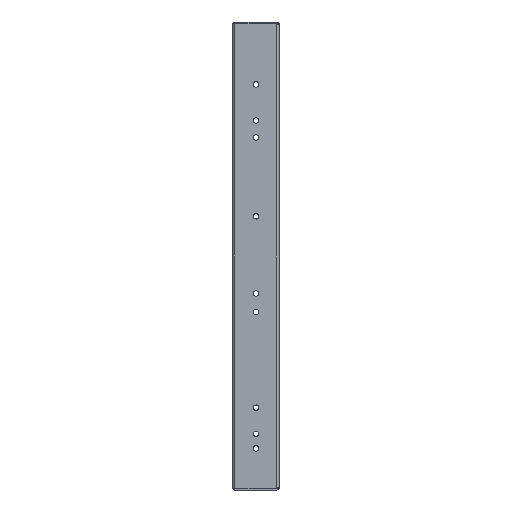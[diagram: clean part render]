
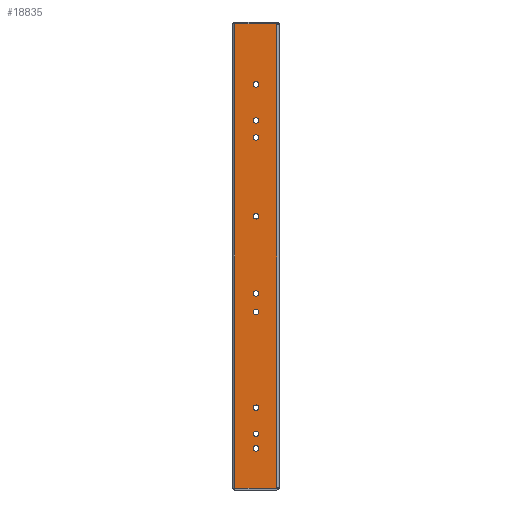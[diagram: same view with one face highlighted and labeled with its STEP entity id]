
A CAD part, left-side view. The second image highlights one B-rep face of the part: STEP entity #18835.
In plain terms, the highlighted planar face has unit normal (-1, 0, 0).
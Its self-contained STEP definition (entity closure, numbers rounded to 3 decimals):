
#6701=DIRECTION('',(0.,1.,0.));
#6702=VECTOR('',#6701,40.378);
#6703=CARTESIAN_POINT('',(-214.,2.361,223.426));
#6704=LINE('',#6703,#6702);
#6705=DIRECTION('',(0.,0.,-1.));
#6706=VECTOR('',#6705,446.852);
#6707=CARTESIAN_POINT('',(-214.,2.361,223.426));
#6708=LINE('',#6707,#6706);
#6709=DIRECTION('',(0.,1.,0.));
#6710=VECTOR('',#6709,40.378);
#6711=CARTESIAN_POINT('',(-214.,2.361,-223.426));
#6712=LINE('',#6711,#6710);
#6713=CARTESIAN_POINT('',(-214.,22.225,-185.));
#6714=DIRECTION('',(1.,0.,0.));
#6715=DIRECTION('',(0.,0.,1.));
#6716=AXIS2_PLACEMENT_3D('',#6713,#6714,#6715);
#6718=CARTESIAN_POINT('',(-214.,22.225,-185.));
#6719=DIRECTION('',(1.,0.,0.));
#6720=DIRECTION('',(0.,0.,-1.));
#6721=AXIS2_PLACEMENT_3D('',#6718,#6719,#6720);
#6723=CARTESIAN_POINT('',(-214.,22.225,-171.));
#6724=DIRECTION('',(1.,0.,0.));
#6725=DIRECTION('',(0.,0.,1.));
#6726=AXIS2_PLACEMENT_3D('',#6723,#6724,#6725);
#6728=CARTESIAN_POINT('',(-214.,22.225,-171.));
#6729=DIRECTION('',(1.,0.,0.));
#6730=DIRECTION('',(0.,0.,-1.));
#6731=AXIS2_PLACEMENT_3D('',#6728,#6729,#6730);
#6733=CARTESIAN_POINT('',(-214.,22.225,-36.));
#6734=DIRECTION('',(1.,0.,0.));
#6735=DIRECTION('',(0.,0.,1.));
#6736=AXIS2_PLACEMENT_3D('',#6733,#6734,#6735);
#6738=CARTESIAN_POINT('',(-214.,22.225,-36.));
#6739=DIRECTION('',(1.,0.,0.));
#6740=DIRECTION('',(0.,0.,-1.));
#6741=AXIS2_PLACEMENT_3D('',#6738,#6739,#6740);
#6743=CARTESIAN_POINT('',(-214.,22.225,114.));
#6744=DIRECTION('',(1.,0.,0.));
#6745=DIRECTION('',(0.,0.,1.));
#6746=AXIS2_PLACEMENT_3D('',#6743,#6744,#6745);
#6748=CARTESIAN_POINT('',(-214.,22.225,114.));
#6749=DIRECTION('',(1.,0.,0.));
#6750=DIRECTION('',(0.,0.,-1.));
#6751=AXIS2_PLACEMENT_3D('',#6748,#6749,#6750);
#6753=CARTESIAN_POINT('',(-214.,22.225,165.));
#6754=DIRECTION('',(1.,0.,0.));
#6755=DIRECTION('',(0.,0.,1.));
#6756=AXIS2_PLACEMENT_3D('',#6753,#6754,#6755);
#6758=CARTESIAN_POINT('',(-214.,22.225,165.));
#6759=DIRECTION('',(1.,0.,0.));
#6760=DIRECTION('',(0.,0.,-1.));
#6761=AXIS2_PLACEMENT_3D('',#6758,#6759,#6760);
#6763=CARTESIAN_POINT('',(-214.,22.225,130.34));
#6764=DIRECTION('',(1.,0.,0.));
#6765=DIRECTION('',(0.,0.,1.));
#6766=AXIS2_PLACEMENT_3D('',#6763,#6764,#6765);
#6768=CARTESIAN_POINT('',(-214.,22.225,130.34));
#6769=DIRECTION('',(1.,0.,0.));
#6770=DIRECTION('',(0.,0.,-1.));
#6771=AXIS2_PLACEMENT_3D('',#6768,#6769,#6770);
#6773=CARTESIAN_POINT('',(-214.,22.225,38.24));
#6774=DIRECTION('',(1.,0.,0.));
#6775=DIRECTION('',(0.,0.,1.));
#6776=AXIS2_PLACEMENT_3D('',#6773,#6774,#6775);
#6778=CARTESIAN_POINT('',(-214.,22.225,38.24));
#6779=DIRECTION('',(1.,0.,0.));
#6780=DIRECTION('',(0.,0.,-1.));
#6781=AXIS2_PLACEMENT_3D('',#6778,#6779,#6780);
#6783=CARTESIAN_POINT('',(-214.,22.225,-53.86));
#6784=DIRECTION('',(1.,0.,0.));
#6785=DIRECTION('',(0.,0.,1.));
#6786=AXIS2_PLACEMENT_3D('',#6783,#6784,#6785);
#6788=CARTESIAN_POINT('',(-214.,22.225,-53.86));
#6789=DIRECTION('',(1.,0.,0.));
#6790=DIRECTION('',(0.,0.,-1.));
#6791=AXIS2_PLACEMENT_3D('',#6788,#6789,#6790);
#6793=CARTESIAN_POINT('',(-214.,22.225,-145.96));
#6794=DIRECTION('',(1.,0.,0.));
#6795=DIRECTION('',(0.,0.,1.));
#6796=AXIS2_PLACEMENT_3D('',#6793,#6794,#6795);
#6798=CARTESIAN_POINT('',(-214.,22.225,-145.96));
#6799=DIRECTION('',(1.,0.,0.));
#6800=DIRECTION('',(0.,0.,-1.));
#6801=AXIS2_PLACEMENT_3D('',#6798,#6799,#6800);
#6812=DIRECTION('',(0.,0.,-1.));
#6813=VECTOR('',#6812,446.852);
#6814=CARTESIAN_POINT('',(-214.,42.739,223.426));
#6815=LINE('',#6814,#6813);
#7287=CARTESIAN_POINT('',(-214.,2.361,223.426));
#7298=CARTESIAN_POINT('',(-214.,2.361,-223.426));
#9883=VERTEX_POINT('',#7298);
#9890=VERTEX_POINT('',#7287);
#10815=CARTESIAN_POINT('',(-214.,22.225,-182.3));
#10816=CARTESIAN_POINT('',(-214.,22.225,-187.7));
#10817=VERTEX_POINT('',#10815);
#10818=VERTEX_POINT('',#10816);
#10819=CARTESIAN_POINT('',(-214.,22.225,-168.3));
#10820=CARTESIAN_POINT('',(-214.,22.225,-173.7));
#10821=VERTEX_POINT('',#10819);
#10822=VERTEX_POINT('',#10820);
#10823=CARTESIAN_POINT('',(-214.,22.225,-33.3));
#10824=CARTESIAN_POINT('',(-214.,22.225,-38.7));
#10825=VERTEX_POINT('',#10823);
#10826=VERTEX_POINT('',#10824);
#10827=CARTESIAN_POINT('',(-214.,22.225,116.7));
#10828=CARTESIAN_POINT('',(-214.,22.225,111.3));
#10829=VERTEX_POINT('',#10827);
#10830=VERTEX_POINT('',#10828);
#10831=CARTESIAN_POINT('',(-214.,22.225,167.7));
#10832=CARTESIAN_POINT('',(-214.,22.225,162.3));
#10833=VERTEX_POINT('',#10831);
#10834=VERTEX_POINT('',#10832);
#10901=CARTESIAN_POINT('',(-214.,42.739,223.426));
#10902=VERTEX_POINT('',#10901);
#10923=CARTESIAN_POINT('',(-214.,42.739,-223.426));
#10924=VERTEX_POINT('',#10923);
#12439=CARTESIAN_POINT('',(-214.,22.225,133.04));
#12440=CARTESIAN_POINT('',(-214.,22.225,127.64));
#12441=VERTEX_POINT('',#12439);
#12442=VERTEX_POINT('',#12440);
#12455=CARTESIAN_POINT('',(-214.,22.225,40.94));
#12456=CARTESIAN_POINT('',(-214.,22.225,35.54));
#12457=VERTEX_POINT('',#12455);
#12458=VERTEX_POINT('',#12456);
#12459=CARTESIAN_POINT('',(-214.,22.225,-51.16));
#12460=CARTESIAN_POINT('',(-214.,22.225,-56.56));
#12461=VERTEX_POINT('',#12459);
#12462=VERTEX_POINT('',#12460);
#12463=CARTESIAN_POINT('',(-214.,22.225,-143.26));
#12464=CARTESIAN_POINT('',(-214.,22.225,-148.66));
#12465=VERTEX_POINT('',#12463);
#12466=VERTEX_POINT('',#12464);
#18767=CARTESIAN_POINT('',(-214.,2.361,-222.639));
#18768=DIRECTION('',(1.,0.,0.));
#18769=DIRECTION('',(0.,1.,0.));
#18770=AXIS2_PLACEMENT_3D('',#18767,#18768,#18769);
#18771=PLANE('',#18770);
#18773=ORIENTED_EDGE('',*,*,#18772,.F.);
#18774=ORIENTED_EDGE('',*,*,#18760,.F.);
#18776=ORIENTED_EDGE('',*,*,#18775,.T.);
#18778=ORIENTED_EDGE('',*,*,#18777,.T.);
#18779=EDGE_LOOP('',(#18773,#18774,#18776,#18778));
#18780=FACE_OUTER_BOUND('',#18779,.F.);
#18782=ORIENTED_EDGE('',*,*,#18781,.F.);
#18784=ORIENTED_EDGE('',*,*,#18783,.F.);
#18785=EDGE_LOOP('',(#18782,#18784));
#18786=FACE_BOUND('',#18785,.F.);
#18788=ORIENTED_EDGE('',*,*,#18787,.F.);
#18790=ORIENTED_EDGE('',*,*,#18789,.F.);
#18791=EDGE_LOOP('',(#18788,#18790));
#18792=FACE_BOUND('',#18791,.F.);
#18794=ORIENTED_EDGE('',*,*,#18793,.F.);
#18796=ORIENTED_EDGE('',*,*,#18795,.F.);
#18797=EDGE_LOOP('',(#18794,#18796));
#18798=FACE_BOUND('',#18797,.F.);
#18800=ORIENTED_EDGE('',*,*,#18799,.F.);
#18802=ORIENTED_EDGE('',*,*,#18801,.F.);
#18803=EDGE_LOOP('',(#18800,#18802));
#18804=FACE_BOUND('',#18803,.F.);
#18806=ORIENTED_EDGE('',*,*,#18805,.F.);
#18808=ORIENTED_EDGE('',*,*,#18807,.F.);
#18809=EDGE_LOOP('',(#18806,#18808));
#18810=FACE_BOUND('',#18809,.F.);
#18812=ORIENTED_EDGE('',*,*,#18811,.F.);
#18814=ORIENTED_EDGE('',*,*,#18813,.F.);
#18815=EDGE_LOOP('',(#18812,#18814));
#18816=FACE_BOUND('',#18815,.F.);
#18818=ORIENTED_EDGE('',*,*,#18817,.F.);
#18820=ORIENTED_EDGE('',*,*,#18819,.F.);
#18821=EDGE_LOOP('',(#18818,#18820));
#18822=FACE_BOUND('',#18821,.F.);
#18824=ORIENTED_EDGE('',*,*,#18823,.F.);
#18826=ORIENTED_EDGE('',*,*,#18825,.F.);
#18827=EDGE_LOOP('',(#18824,#18826));
#18828=FACE_BOUND('',#18827,.F.);
#18830=ORIENTED_EDGE('',*,*,#18829,.F.);
#18832=ORIENTED_EDGE('',*,*,#18831,.F.);
#18833=EDGE_LOOP('',(#18830,#18832));
#18834=FACE_BOUND('',#18833,.F.);
#6717=CIRCLE('',#6716,2.7);
#6722=CIRCLE('',#6721,2.7);
#6727=CIRCLE('',#6726,2.7);
#6732=CIRCLE('',#6731,2.7);
#6737=CIRCLE('',#6736,2.7);
#6742=CIRCLE('',#6741,2.7);
#6747=CIRCLE('',#6746,2.7);
#6752=CIRCLE('',#6751,2.7);
#6757=CIRCLE('',#6756,2.7);
#6762=CIRCLE('',#6761,2.7);
#6767=CIRCLE('',#6766,2.7);
#6772=CIRCLE('',#6771,2.7);
#6777=CIRCLE('',#6776,2.7);
#6782=CIRCLE('',#6781,2.7);
#6787=CIRCLE('',#6786,2.7);
#6792=CIRCLE('',#6791,2.7);
#6797=CIRCLE('',#6796,2.7);
#6802=CIRCLE('',#6801,2.7);
#18760=EDGE_CURVE('',#9890,#10902,#6704,.T.);
#18772=EDGE_CURVE('',#10902,#10924,#6815,.T.);
#18775=EDGE_CURVE('',#9890,#9883,#6708,.T.);
#18777=EDGE_CURVE('',#9883,#10924,#6712,.T.);
#18781=EDGE_CURVE('',#10817,#10818,#6717,.T.);
#18783=EDGE_CURVE('',#10818,#10817,#6722,.T.);
#18787=EDGE_CURVE('',#10821,#10822,#6727,.T.);
#18789=EDGE_CURVE('',#10822,#10821,#6732,.T.);
#18793=EDGE_CURVE('',#10825,#10826,#6737,.T.);
#18795=EDGE_CURVE('',#10826,#10825,#6742,.T.);
#18799=EDGE_CURVE('',#10829,#10830,#6747,.T.);
#18801=EDGE_CURVE('',#10830,#10829,#6752,.T.);
#18805=EDGE_CURVE('',#10833,#10834,#6757,.T.);
#18807=EDGE_CURVE('',#10834,#10833,#6762,.T.);
#18811=EDGE_CURVE('',#12441,#12442,#6767,.T.);
#18813=EDGE_CURVE('',#12442,#12441,#6772,.T.);
#18817=EDGE_CURVE('',#12457,#12458,#6777,.T.);
#18819=EDGE_CURVE('',#12458,#12457,#6782,.T.);
#18823=EDGE_CURVE('',#12461,#12462,#6787,.T.);
#18825=EDGE_CURVE('',#12462,#12461,#6792,.T.);
#18829=EDGE_CURVE('',#12465,#12466,#6797,.T.);
#18831=EDGE_CURVE('',#12466,#12465,#6802,.T.);
#18835=ADVANCED_FACE('',(#18780,#18786,#18792,#18798,#18804,#18810,#18816,
#18822,#18828,#18834),#18771,.F.);
